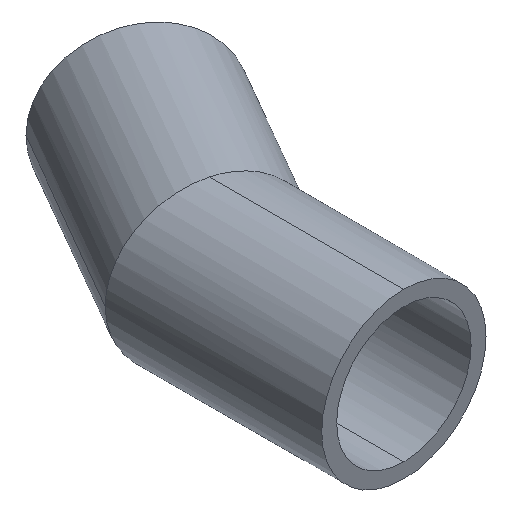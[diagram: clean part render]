
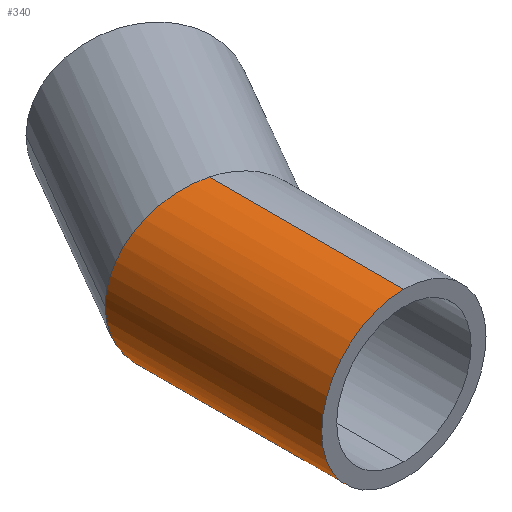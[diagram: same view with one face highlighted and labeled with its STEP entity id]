
A CAD part, isometric view. The second image highlights one B-rep face of the part: STEP entity #340.
In plain terms, the highlighted cylindrical face has radius 55 mm (diameter 110 mm), a partial arc.
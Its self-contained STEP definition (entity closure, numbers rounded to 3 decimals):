
#10 = CIRCLE ( 'NONE', #288, 55. ) ;
#16 = EDGE_LOOP ( 'NONE', ( #37, #341, #376, #313, #165 ) ) ;
#19 = VERTEX_POINT ( 'NONE', #71 ) ;
#30 = CARTESIAN_POINT ( 'NONE',  ( 0., 0., 0. ) ) ;
#37 = ORIENTED_EDGE ( 'NONE', *, *, #293, .F. ) ;
#50 = CARTESIAN_POINT ( 'NONE',  ( -55., 144.961, 0. ) ) ;
#56 = FACE_OUTER_BOUND ( 'NONE', #16, .T. ) ;
#71 = CARTESIAN_POINT ( 'NONE',  ( 0., 130.223, 55. ) ) ;
#76 = CARTESIAN_POINT ( 'NONE',  ( -32.218, 138.856, 55. ) ) ;
#83 = DIRECTION ( 'NONE',  ( 0., 1., 0. ) ) ;
#85 =( BOUNDED_CURVE ( )  B_SPLINE_CURVE ( 3, ( #136, #76, #380, #50 ),
 .UNSPECIFIED., .F., .F. ) 
 B_SPLINE_CURVE_WITH_KNOTS ( ( 4, 4 ),
 ( 4.712, 6.283 ),
 .UNSPECIFIED. ) 
 CURVE ( )  GEOMETRIC_REPRESENTATION_ITEM ( )  RATIONAL_B_SPLINE_CURVE ( ( 1., 0.805, 0.805, 1. ) ) 
 REPRESENTATION_ITEM ( '' )  );
#88 = VECTOR ( 'NONE', #83, 1000. ) ;
#105 = VECTOR ( 'NONE', #331, 1000. ) ;
#110 = DIRECTION ( 'NONE',  ( 0., 0., 1. ) ) ;
#136 = CARTESIAN_POINT ( 'NONE',  ( 0., 130.223, 55. ) ) ;
#139 = CARTESIAN_POINT ( 'NONE',  ( -32.218, 138.856, -55. ) ) ;
#145 = CARTESIAN_POINT ( 'NONE',  ( 0., 130.223, -55. ) ) ;
#147 = CARTESIAN_POINT ( 'NONE',  ( 0., 0., 0. ) ) ;
#165 = ORIENTED_EDGE ( 'NONE', *, *, #218, .T. ) ;
#168 = CARTESIAN_POINT ( 'NONE',  ( 0., 0., -55. ) ) ;
#175 = EDGE_CURVE ( 'NONE', #19, #345, #85, .T. ) ;
#176 = CYLINDRICAL_SURFACE ( 'NONE', #254, 55. ) ;
#180 = DIRECTION ( 'NONE',  ( 0., 1., 0. ) ) ;
#199 = LINE ( 'NONE', #237, #88 ) ;
#202 = CARTESIAN_POINT ( 'NONE',  ( -55., 144.961, 0. ) ) ;
#208 = CARTESIAN_POINT ( 'NONE',  ( 0., 0., -55. ) ) ;
#218 = EDGE_CURVE ( 'NONE', #345, #349, #327, .T. ) ;
#234 = LINE ( 'NONE', #208, #105 ) ;
#237 = CARTESIAN_POINT ( 'NONE',  ( 0., 0., 55. ) ) ;
#245 = VERTEX_POINT ( 'NONE', #351 ) ;
#251 = VERTEX_POINT ( 'NONE', #168 ) ;
#254 = AXIS2_PLACEMENT_3D ( 'NONE', #147, #180, #110 ) ;
#260 = CARTESIAN_POINT ( 'NONE',  ( -55., 144.961, -32.218 ) ) ;
#264 = DIRECTION ( 'NONE',  ( 0., 0., 1. ) ) ;
#267 = EDGE_CURVE ( 'NONE', #245, #19, #199, .T. ) ;
#288 = AXIS2_PLACEMENT_3D ( 'NONE', #30, #303, #264 ) ;
#293 = EDGE_CURVE ( 'NONE', #251, #349, #234, .T. ) ;
#297 = CARTESIAN_POINT ( 'NONE',  ( -55., 144.961, 0. ) ) ;
#303 = DIRECTION ( 'NONE',  ( 0., 1., 0. ) ) ;
#313 = ORIENTED_EDGE ( 'NONE', *, *, #175, .T. ) ;
#316 = EDGE_CURVE ( 'NONE', #251, #245, #10, .T. ) ;
#327 =( BOUNDED_CURVE ( )  B_SPLINE_CURVE ( 3, ( #202, #260, #139, #384 ),
 .UNSPECIFIED., .F., .F. ) 
 B_SPLINE_CURVE_WITH_KNOTS ( ( 4, 4 ),
 ( 0., 1.571 ),
 .UNSPECIFIED. ) 
 CURVE ( )  GEOMETRIC_REPRESENTATION_ITEM ( )  RATIONAL_B_SPLINE_CURVE ( ( 1., 0.805, 0.805, 1. ) ) 
 REPRESENTATION_ITEM ( '' )  );
#331 = DIRECTION ( 'NONE',  ( 0., 1., 0. ) ) ;
#340 = ADVANCED_FACE ( 'NONE', ( #56 ), #176, .T. ) ;
#341 = ORIENTED_EDGE ( 'NONE', *, *, #316, .T. ) ;
#345 = VERTEX_POINT ( 'NONE', #297 ) ;
#349 = VERTEX_POINT ( 'NONE', #145 ) ;
#351 = CARTESIAN_POINT ( 'NONE',  ( 0., 0., 55. ) ) ;
#376 = ORIENTED_EDGE ( 'NONE', *, *, #267, .T. ) ;
#380 = CARTESIAN_POINT ( 'NONE',  ( -55., 144.961, 32.218 ) ) ;
#384 = CARTESIAN_POINT ( 'NONE',  ( 0., 130.223, -55. ) ) ;
